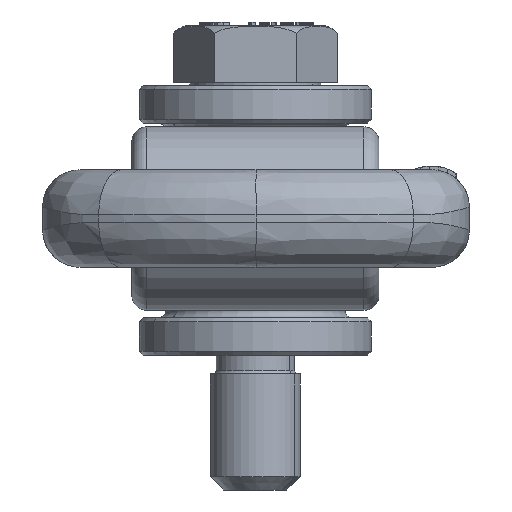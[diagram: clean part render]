
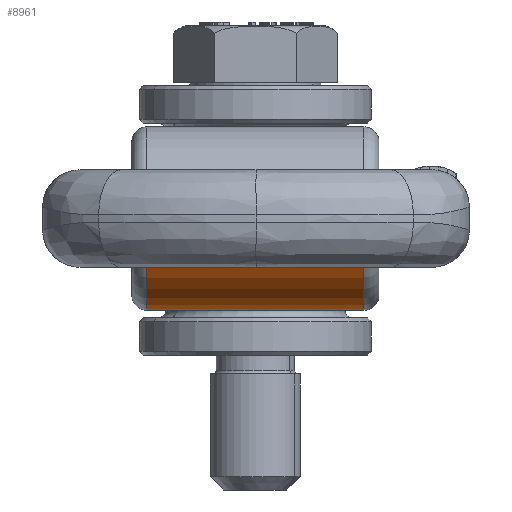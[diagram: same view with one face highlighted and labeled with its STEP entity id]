
A CAD part, left-side view. The second image highlights one B-rep face of the part: STEP entity #8961.
In plain terms, the highlighted cylindrical face has radius 12.25 mm (diameter 24.5 mm), a partial arc.
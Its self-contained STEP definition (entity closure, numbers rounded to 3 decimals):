
#8309=CARTESIAN_POINT('Vertex',(12.25,14.5,0.)) ;
#8346=CARTESIAN_POINT('Vertex',(12.25,-14.5,0.)) ;
#8349=CARTESIAN_POINT('Line Origine',(12.25,0.,0.)) ;
#8921=CARTESIAN_POINT('Vertex',(0.,-14.5,12.25)) ;
#8924=CARTESIAN_POINT('Axis2P3D Location',(12.25,-14.5,12.25)) ;
#8938=CARTESIAN_POINT('Axis2P3D Location',(12.25,0.,12.25)) ;
#8943=CARTESIAN_POINT('Axis2P3D Location',(12.25,14.5,12.25)) ;
#8947=CARTESIAN_POINT('Vertex',(0.,14.5,12.25)) ;
#8950=CARTESIAN_POINT('Line Origine',(0.,0.,12.25)) ;
#8350=DIRECTION('Vector Direction',(0.,-1.,0.)) ;
#8925=DIRECTION('Axis2P3D Direction',(0.,-1.,0.)) ;
#8939=DIRECTION('Axis2P3D Direction',(0.,-1.,0.)) ;
#8940=DIRECTION('Axis2P3D XDirection',(-1.,-0.,0.)) ;
#8944=DIRECTION('Axis2P3D Direction',(0.,-1.,0.)) ;
#8951=DIRECTION('Vector Direction',(0.,-1.,0.)) ;
#8926=AXIS2_PLACEMENT_3D('Circle Axis2P3D',#8924,#8925,$) ;
#8941=AXIS2_PLACEMENT_3D('Cylinder Axis2P3D',#8938,#8939,#8940) ;
#8945=AXIS2_PLACEMENT_3D('Circle Axis2P3D',#8943,#8944,$) ;
#8956=ORIENTED_EDGE('',*,*,#8949,.T.) ;
#8957=ORIENTED_EDGE('',*,*,#8353,.T.) ;
#8958=ORIENTED_EDGE('',*,*,#8928,.T.) ;
#8959=ORIENTED_EDGE('',*,*,#8954,.F.) ;
#8351=VECTOR('Line Direction',#8350,1.) ;
#8952=VECTOR('Line Direction',#8951,1.) ;
#8961=ADVANCED_FACE('\X2\672C9AD4\X0\.2',(#8960),#8942,.T.) ;
#8927=CIRCLE('generated circle',#8926,12.25) ;
#8946=CIRCLE('generated circle',#8945,12.25) ;
#8942=CYLINDRICAL_SURFACE('generated cylinder',#8941,12.25) ;
#8353=EDGE_CURVE('',#8310,#8347,#8352,.T.) ;
#8928=EDGE_CURVE('',#8347,#8922,#8927,.F.) ;
#8949=EDGE_CURVE('',#8948,#8310,#8946,.T.) ;
#8954=EDGE_CURVE('',#8948,#8922,#8953,.T.) ;
#8955=EDGE_LOOP('',(#8956,#8957,#8958,#8959)) ;
#8960=FACE_OUTER_BOUND('',#8955,.T.) ;
#8352=LINE('Line',#8349,#8351) ;
#8953=LINE('Line',#8950,#8952) ;
#8310=VERTEX_POINT('',#8309) ;
#8347=VERTEX_POINT('',#8346) ;
#8922=VERTEX_POINT('',#8921) ;
#8948=VERTEX_POINT('',#8947) ;
